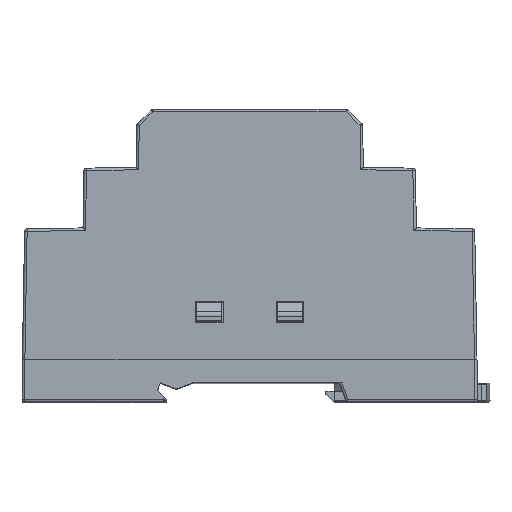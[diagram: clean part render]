
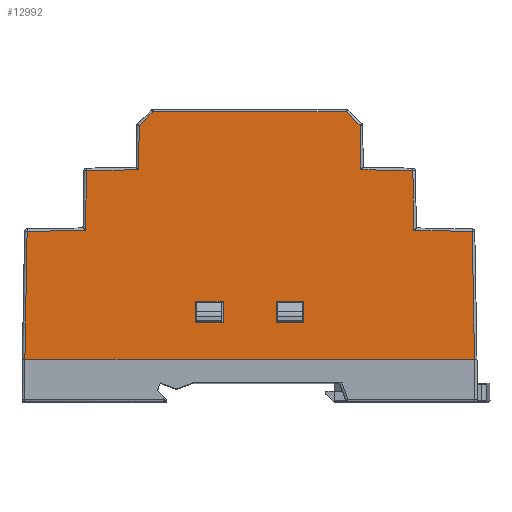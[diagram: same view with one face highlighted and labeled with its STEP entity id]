
A CAD part, top view. The second image highlights one B-rep face of the part: STEP entity #12992.
In plain terms, the highlighted planar face has unit normal (0, 0.009, 1).
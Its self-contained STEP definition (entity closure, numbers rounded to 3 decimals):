
#12739=DIRECTION('',(0.017,1.,-0.009));
#12740=VECTOR('',#12739,25.316);
#12741=CARTESIAN_POINT('',(-44.5,0.,35.));
#12742=LINE('',#12741,#12740);
#12746=DIRECTION('',(1.,0.017,0.));
#12747=VECTOR('',#12746,11.551);
#12748=CARTESIAN_POINT('',(-44.058,25.311,
34.779));
#12749=LINE('',#12748,#12747);
#12753=DIRECTION('',(0.017,1.,-0.009));
#12754=VECTOR('',#12753,11.823);
#12755=CARTESIAN_POINT('',(-32.509,25.513,
34.777));
#12756=LINE('',#12755,#12754);
#12760=DIRECTION('',(1.,0.017,0.));
#12761=VECTOR('',#12760,10.295);
#12762=CARTESIAN_POINT('',(-32.302,37.333,
34.674));
#12763=LINE('',#12762,#12761);
#12767=DIRECTION('',(0.017,1.,-0.009));
#12768=VECTOR('',#12767,8.78);
#12769=CARTESIAN_POINT('',(-22.009,37.513,
34.673));
#12770=LINE('',#12769,#12768);
#12774=DIRECTION('',(0.713,0.701,-0.006));
#12775=VECTOR('',#12774,3.87);
#12776=CARTESIAN_POINT('',(-21.855,46.292,
34.596));
#12777=LINE('',#12776,#12775);
#12781=DIRECTION('',(1.,0.,0.));
#12782=VECTOR('',#12781,38.189);
#12783=CARTESIAN_POINT('',(-19.095,49.004,
34.572));
#12784=LINE('',#12783,#12782);
#12788=DIRECTION('',(0.713,-0.701,0.006));
#12789=VECTOR('',#12788,3.87);
#12790=CARTESIAN_POINT('',(19.095,49.004,34.572));
#12791=LINE('',#12790,#12789);
#12795=DIRECTION('',(0.017,-1.,0.009));
#12796=VECTOR('',#12795,8.78);
#12797=CARTESIAN_POINT('',(21.855,46.292,34.596));
#12798=LINE('',#12797,#12796);
#12802=DIRECTION('',(1.,-0.017,0.));
#12803=VECTOR('',#12802,10.295);
#12804=CARTESIAN_POINT('',(22.009,37.513,34.673));
#12805=LINE('',#12804,#12803);
#12809=DIRECTION('',(0.017,-1.,0.009));
#12810=VECTOR('',#12809,11.823);
#12811=CARTESIAN_POINT('',(32.302,37.333,34.674));
#12812=LINE('',#12811,#12810);
#12816=DIRECTION('',(1.,-0.017,0.));
#12817=VECTOR('',#12816,11.551);
#12818=CARTESIAN_POINT('',(32.509,25.513,34.777));
#12819=LINE('',#12818,#12817);
#12823=DIRECTION('',(0.017,-1.,0.009));
#12824=VECTOR('',#12823,25.316);
#12825=CARTESIAN_POINT('',(44.058,25.311,34.779));
#12826=LINE('',#12825,#12824);
#12830=DIRECTION('',(-1.,0.,0.));
#12831=VECTOR('',#12830,89.);
#12832=CARTESIAN_POINT('',(44.5,0.,35.));
#12833=LINE('',#12832,#12831);
#12837=DIRECTION('',(0.,-1.,0.009));
#12838=VECTOR('',#12837,4.2);
#12839=CARTESIAN_POINT('',(-10.75,11.5,34.9));
#12840=LINE('',#12839,#12838);
#12844=DIRECTION('',(1.,0.,0.));
#12845=VECTOR('',#12844,5.5);
#12846=CARTESIAN_POINT('',(-10.75,7.3,34.936));
#12847=LINE('',#12846,#12845);
#12851=DIRECTION('',(0.,1.,-0.009));
#12852=VECTOR('',#12851,4.2);
#12853=CARTESIAN_POINT('',(-5.25,7.3,34.936));
#12854=LINE('',#12853,#12852);
#12858=DIRECTION('',(-1.,0.,0.));
#12859=VECTOR('',#12858,5.5);
#12860=CARTESIAN_POINT('',(-5.25,11.5,34.9));
#12861=LINE('',#12860,#12859);
#12865=DIRECTION('',(0.,1.,-0.009));
#12866=VECTOR('',#12865,4.2);
#12867=CARTESIAN_POINT('',(10.75,7.3,34.936));
#12868=LINE('',#12867,#12866);
#12872=DIRECTION('',(-1.,0.,0.));
#12873=VECTOR('',#12872,5.5);
#12874=CARTESIAN_POINT('',(10.75,11.5,34.9));
#12875=LINE('',#12874,#12873);
#12879=DIRECTION('',(0.,-1.,0.009));
#12880=VECTOR('',#12879,4.2);
#12881=CARTESIAN_POINT('',(5.25,11.5,34.9));
#12882=LINE('',#12881,#12880);
#12886=DIRECTION('',(1.,0.,0.));
#12887=VECTOR('',#12886,5.5);
#12888=CARTESIAN_POINT('',(5.25,7.3,34.936));
#12889=LINE('',#12888,#12887);
#12893=CARTESIAN_POINT('',(-44.058,25.311,
34.779));
#12894=CARTESIAN_POINT('',(-44.5,0.,35.));
#12895=VERTEX_POINT('',#12893);
#12896=VERTEX_POINT('',#12894);
#12897=CARTESIAN_POINT('',(44.5,0.,35.));
#12898=VERTEX_POINT('',#12897);
#12899=CARTESIAN_POINT('',(44.058,25.311,34.779));
#12900=VERTEX_POINT('',#12899);
#12901=CARTESIAN_POINT('',(32.509,25.513,34.777));
#12902=VERTEX_POINT('',#12901);
#12903=CARTESIAN_POINT('',(32.302,37.333,34.674));
#12904=VERTEX_POINT('',#12903);
#12905=CARTESIAN_POINT('',(22.009,37.513,34.673));
#12906=VERTEX_POINT('',#12905);
#12907=CARTESIAN_POINT('',(21.855,46.292,34.596));
#12908=VERTEX_POINT('',#12907);
#12909=CARTESIAN_POINT('',(19.095,49.004,34.572));
#12910=VERTEX_POINT('',#12909);
#12911=CARTESIAN_POINT('',(-19.095,49.004,
34.572));
#12912=VERTEX_POINT('',#12911);
#12913=CARTESIAN_POINT('',(-21.855,46.292,
34.596));
#12914=VERTEX_POINT('',#12913);
#12915=CARTESIAN_POINT('',(-22.009,37.513,
34.673));
#12916=VERTEX_POINT('',#12915);
#12917=CARTESIAN_POINT('',(-32.302,37.333,
34.674));
#12918=VERTEX_POINT('',#12917);
#12919=CARTESIAN_POINT('',(-32.509,25.513,
34.777));
#12920=VERTEX_POINT('',#12919);
#12921=CARTESIAN_POINT('',(-10.75,7.3,34.936));
#12922=CARTESIAN_POINT('',(-10.75,11.5,34.9));
#12923=VERTEX_POINT('',#12921);
#12924=VERTEX_POINT('',#12922);
#12925=CARTESIAN_POINT('',(-5.25,11.5,34.9));
#12926=VERTEX_POINT('',#12925);
#12927=CARTESIAN_POINT('',(-5.25,7.3,34.936));
#12928=VERTEX_POINT('',#12927);
#12929=CARTESIAN_POINT('',(10.75,11.5,34.9));
#12930=CARTESIAN_POINT('',(10.75,7.3,34.936));
#12931=VERTEX_POINT('',#12929);
#12932=VERTEX_POINT('',#12930);
#12933=CARTESIAN_POINT('',(5.25,7.3,34.936));
#12934=VERTEX_POINT('',#12933);
#12935=CARTESIAN_POINT('',(5.25,11.5,34.9));
#12936=VERTEX_POINT('',#12935);
#12937=CARTESIAN_POINT('',(0.,24.502,
34.786));
#12938=DIRECTION('',(0.,0.009,1.));
#12939=DIRECTION('',(1.,0.,0.));
#12940=AXIS2_PLACEMENT_3D('',#12937,#12938,#12939);
#12941=PLANE('',#12940);
#12943=ORIENTED_EDGE('',*,*,#12942,.T.);
#12945=ORIENTED_EDGE('',*,*,#12944,.T.);
#12947=ORIENTED_EDGE('',*,*,#12946,.T.);
#12949=ORIENTED_EDGE('',*,*,#12948,.T.);
#12951=ORIENTED_EDGE('',*,*,#12950,.T.);
#12953=ORIENTED_EDGE('',*,*,#12952,.T.);
#12955=ORIENTED_EDGE('',*,*,#12954,.T.);
#12957=ORIENTED_EDGE('',*,*,#12956,.T.);
#12959=ORIENTED_EDGE('',*,*,#12958,.T.);
#12961=ORIENTED_EDGE('',*,*,#12960,.T.);
#12963=ORIENTED_EDGE('',*,*,#12962,.T.);
#12965=ORIENTED_EDGE('',*,*,#12964,.T.);
#12967=ORIENTED_EDGE('',*,*,#12966,.T.);
#12969=ORIENTED_EDGE('',*,*,#12968,.T.);
#12970=EDGE_LOOP('',(#12943,#12945,#12947,#12949,#12951,#12953,#12955,#12957,
#12959,#12961,#12963,#12965,#12967,#12969));
#12971=FACE_OUTER_BOUND('',#12970,.F.);
#12973=ORIENTED_EDGE('',*,*,#12972,.T.);
#12975=ORIENTED_EDGE('',*,*,#12974,.T.);
#12977=ORIENTED_EDGE('',*,*,#12976,.T.);
#12979=ORIENTED_EDGE('',*,*,#12978,.T.);
#12980=EDGE_LOOP('',(#12973,#12975,#12977,#12979));
#12981=FACE_BOUND('',#12980,.F.);
#12983=ORIENTED_EDGE('',*,*,#12982,.T.);
#12985=ORIENTED_EDGE('',*,*,#12984,.T.);
#12987=ORIENTED_EDGE('',*,*,#12986,.T.);
#12989=ORIENTED_EDGE('',*,*,#12988,.T.);
#12990=EDGE_LOOP('',(#12983,#12985,#12987,#12989));
#12991=FACE_BOUND('',#12990,.F.);
#12942=EDGE_CURVE('',#12896,#12895,#12742,.T.);
#12944=EDGE_CURVE('',#12895,#12920,#12749,.T.);
#12946=EDGE_CURVE('',#12920,#12918,#12756,.T.);
#12948=EDGE_CURVE('',#12918,#12916,#12763,.T.);
#12950=EDGE_CURVE('',#12916,#12914,#12770,.T.);
#12952=EDGE_CURVE('',#12914,#12912,#12777,.T.);
#12954=EDGE_CURVE('',#12912,#12910,#12784,.T.);
#12956=EDGE_CURVE('',#12910,#12908,#12791,.T.);
#12958=EDGE_CURVE('',#12908,#12906,#12798,.T.);
#12960=EDGE_CURVE('',#12906,#12904,#12805,.T.);
#12962=EDGE_CURVE('',#12904,#12902,#12812,.T.);
#12964=EDGE_CURVE('',#12902,#12900,#12819,.T.);
#12966=EDGE_CURVE('',#12900,#12898,#12826,.T.);
#12968=EDGE_CURVE('',#12898,#12896,#12833,.T.);
#12972=EDGE_CURVE('',#12924,#12923,#12840,.T.);
#12974=EDGE_CURVE('',#12923,#12928,#12847,.T.);
#12976=EDGE_CURVE('',#12928,#12926,#12854,.T.);
#12978=EDGE_CURVE('',#12926,#12924,#12861,.T.);
#12982=EDGE_CURVE('',#12932,#12931,#12868,.T.);
#12984=EDGE_CURVE('',#12931,#12936,#12875,.T.);
#12986=EDGE_CURVE('',#12936,#12934,#12882,.T.);
#12988=EDGE_CURVE('',#12934,#12932,#12889,.T.);
#12992=ADVANCED_FACE('',(#12971,#12981,#12991),#12941,.T.);
